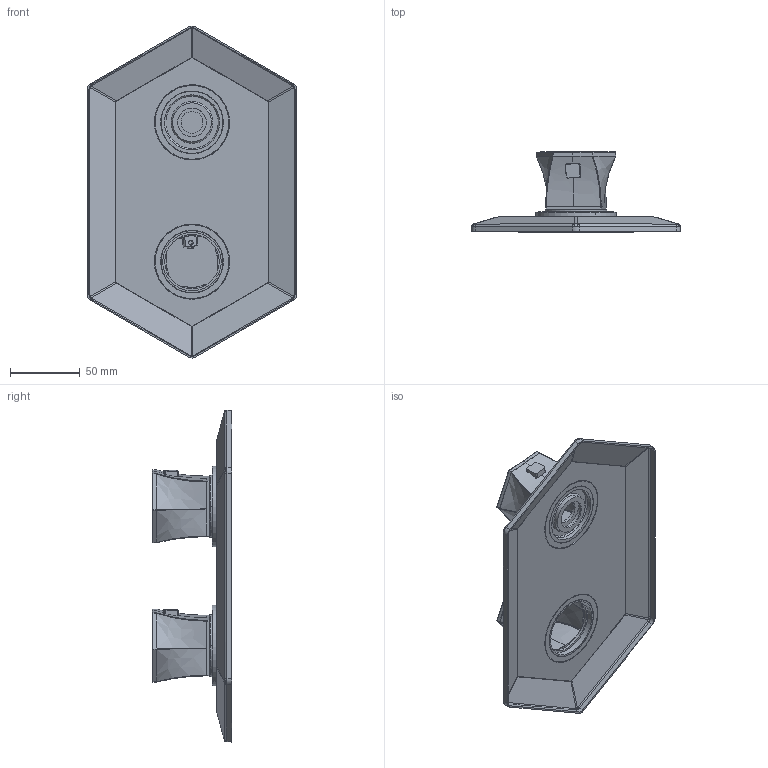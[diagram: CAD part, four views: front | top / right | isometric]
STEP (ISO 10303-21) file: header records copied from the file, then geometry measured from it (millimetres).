
FILE_DESCRIPTION(('CATIA V5 STEP Exchange','CAx-IF Rec.Pracs.--- Model Styling and Organization---1.5--- 2016-08-15','CAx-IF Rec.Pracs.---Supplemental Geometry---1.0---2011-11-01','CAx-IF Rec.Pracs.--- Composite Materials ---3.4---2017-06-13','CAx-IF Rec.Pracs.---Tessellated 3D Geometry---1.0---2015-12-17'),'2;1');
FILE_NAME('CE019100.stp','2025-09-02T12:57:33+00:00',('none'),('none'),'CATIA Version 5-6 Release 2020 SP3','CATIA V5 STEP AP242 v2','none');
FILE_SCHEMA(('AP242_MANAGED_MODEL_BASED_3D_ENGINEERING_MIM_LF {1 0 10303 442 1 1 4}'));
Length unit declared in the file: millimetre
Products named in the file (1): CE019100
Bounding box: 150 x 57.2 x 238.45 mm (x, y, z)
Volume: 44459.4 mm3; surface area: 90610.5 mm2
Topology: 9 solids, 265 shells, 562 faces, 1956 edges, 1596 vertices
Faces by surface type: cylinder 190, bspline 144, plane 102, sphere 58, cone 32, torus 28, extrusion 8
Entity records: 28009 total; most frequent: CARTESIAN_POINT 13752, ORIENTED_EDGE 2590, EDGE_CURVE 1868, DIRECTION 1806, VERTEX_POINT 1596, AXIS2_PLACEMENT_3D 896, B_SPLINE_CURVE_WITH_KNOTS 672, EDGE_LOOP 598
